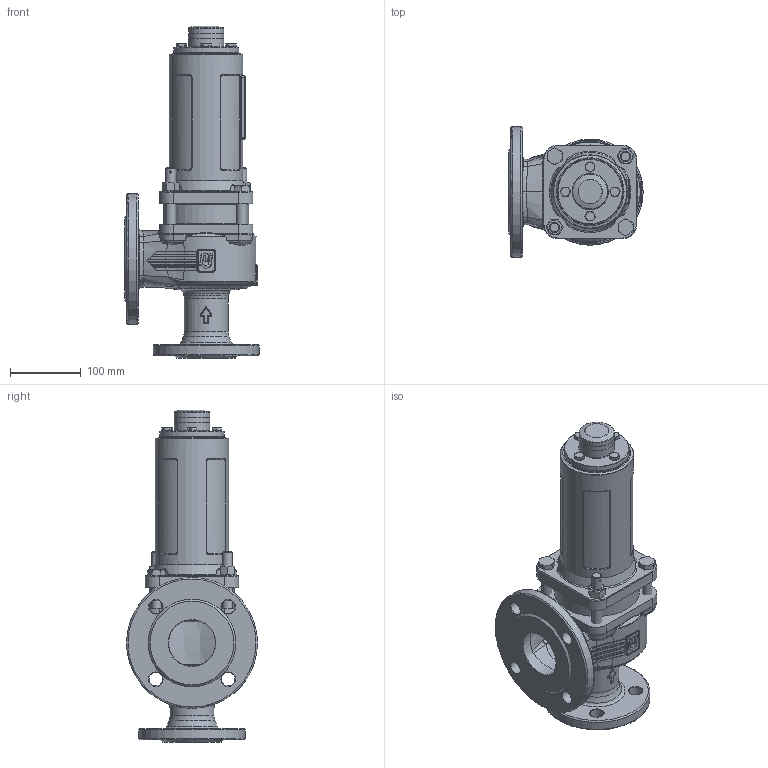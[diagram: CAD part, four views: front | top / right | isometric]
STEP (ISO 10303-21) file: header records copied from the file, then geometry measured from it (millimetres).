
FILE_DESCRIPTION(('HOOPS Exchange Step'),'2;1');
FILE_NAME('SF0602_DN40_40-65.stp','2025-06-27T13:22:38+02:00',('nieru'),('Unknown organisation'),'HOOPS Exchange 2024.2','HOOPS Exchange','Unknown authorisation');
FILE_SCHEMA( ('AP203_CONFIGURATION_CONTROLLED_3D_DESIGN_OF_MECHANICAL_PARTS_AND_ASSEMBLIES_MIM_LF') );
Length unit declared in the file: millimetre
Products named in the file (2): 0; root
Assembly tree (1 placements, depth 2):
  root
    0
Bounding box: 190 x 185 x 469.5 mm (x, y, z)
Volume: 3743803.2 mm3; surface area: 438202 mm2
Topology: 16 solids, 16 shells, 1394 faces, 3413 edges, 2051 vertices
Faces by surface type: bspline 564, cylinder 299, plane 280, torus 140, cone 110, sphere 1
Full cylindrical faces by diameter (mm): 2 x2, 3 x1, 11.6 x4, 11.835 x2, 14 x6, 19 x8, 36.5 x1, 42 x1, 47.8 x1, 50 x3, 62 x1, 72.05 x1, 92 x1, 104 x1, 104.865 x1, 116 x2, 120 x1, 150 x1, 185 x1
Entity records: 99074 total; most frequent: CARTESIAN_POINT 70721, ORIENTED_EDGE 6724, DIRECTION 4530, EDGE_CURVE 3362, VERTEX_POINT 2051, AXIS2_PLACEMENT_3D 1834, EDGE_LOOP 1475, FACE_BOUND 1475
